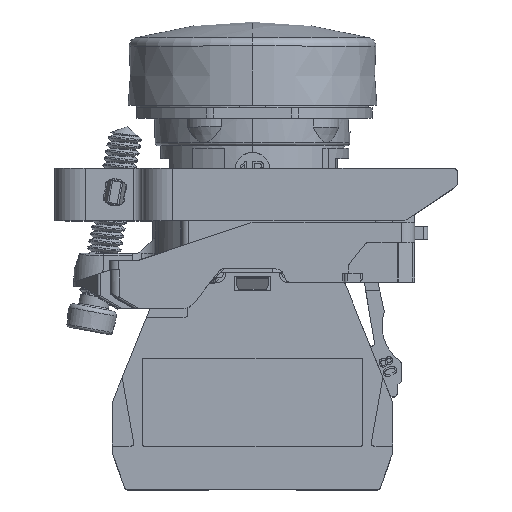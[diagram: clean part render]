
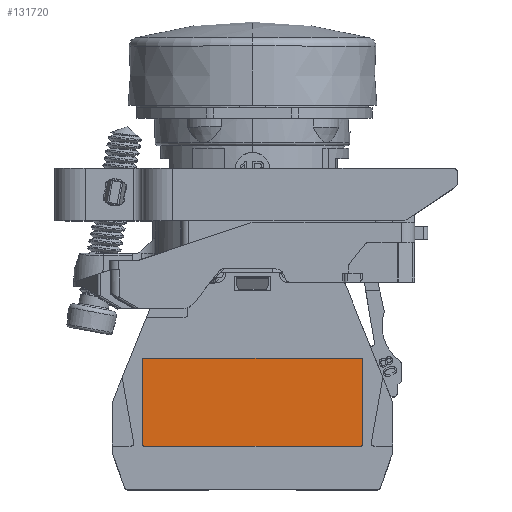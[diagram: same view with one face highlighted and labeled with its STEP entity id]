
A CAD part, top view. The second image highlights one B-rep face of the part: STEP entity #131720.
In plain terms, the highlighted face is planar.
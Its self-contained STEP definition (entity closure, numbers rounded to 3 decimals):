
#89887=CARTESIAN_POINT('',(-12.4,14.8,-4.75));
#89888=DIRECTION('',(0.,0.,-1.));
#89889=DIRECTION('',(-1.,0.,0.));
#89890=AXIS2_PLACEMENT_3D('',#89887,#89888,#89889);
#89892=DIRECTION('',(0.,1.,0.));
#89893=VECTOR('',#89892,9.6);
#89894=CARTESIAN_POINT('',(-12.6,5.2,-4.75));
#89895=LINE('',#89894,#89893);
#89896=CARTESIAN_POINT('',(-12.4,5.2,-4.75));
#89897=DIRECTION('',(0.,0.,-1.));
#89898=DIRECTION('',(0.,-1.,0.));
#89899=AXIS2_PLACEMENT_3D('',#89896,#89897,#89898);
#89901=DIRECTION('',(-1.,0.,0.));
#89902=VECTOR('',#89901,24.8);
#89903=CARTESIAN_POINT('',(12.4,5.,-4.75));
#89904=LINE('',#89903,#89902);
#89905=CARTESIAN_POINT('',(12.4,5.2,-4.75));
#89906=DIRECTION('',(0.,0.,-1.));
#89907=DIRECTION('',(1.,0.,0.));
#89908=AXIS2_PLACEMENT_3D('',#89905,#89906,#89907);
#89910=DIRECTION('',(0.,-1.,0.));
#89911=VECTOR('',#89910,9.6);
#89912=CARTESIAN_POINT('',(12.6,14.8,-4.75));
#89913=LINE('',#89912,#89911);
#89914=CARTESIAN_POINT('',(12.4,14.8,-4.75));
#89915=DIRECTION('',(0.,0.,-1.));
#89916=DIRECTION('',(0.,1.,0.));
#89917=AXIS2_PLACEMENT_3D('',#89914,#89915,#89916);
#89919=DIRECTION('',(1.,0.,0.));
#89920=VECTOR('',#89919,24.8);
#89921=CARTESIAN_POINT('',(-12.4,15.,-4.75));
#89922=LINE('',#89921,#89920);
#94814=CARTESIAN_POINT('',(-12.6,14.8,-4.75));
#94815=CARTESIAN_POINT('',(-12.4,15.,-4.75));
#94816=VERTEX_POINT('',#94814);
#94817=VERTEX_POINT('',#94815);
#94822=CARTESIAN_POINT('',(-12.4,5.,-4.75));
#94823=CARTESIAN_POINT('',(-12.6,5.2,-4.75));
#94824=VERTEX_POINT('',#94822);
#94825=VERTEX_POINT('',#94823);
#94830=CARTESIAN_POINT('',(12.6,5.2,-4.75));
#94831=CARTESIAN_POINT('',(12.4,5.,-4.75));
#94832=VERTEX_POINT('',#94830);
#94833=VERTEX_POINT('',#94831);
#94838=CARTESIAN_POINT('',(12.4,15.,-4.75));
#94839=CARTESIAN_POINT('',(12.6,14.8,-4.75));
#94840=VERTEX_POINT('',#94838);
#94841=VERTEX_POINT('',#94839);
#131699=CARTESIAN_POINT('',(0.,0.,-4.75));
#131700=DIRECTION('',(0.,0.,-1.));
#131701=DIRECTION('',(-1.,0.,0.));
#131702=AXIS2_PLACEMENT_3D('',#131699,#131700,#131701);
#131703=PLANE('',#131702);
#131705=ORIENTED_EDGE('',*,*,#131704,.F.);
#131707=ORIENTED_EDGE('',*,*,#131706,.F.);
#131708=ORIENTED_EDGE('',*,*,#131683,.F.);
#131709=ORIENTED_EDGE('',*,*,#131666,.F.);
#131711=ORIENTED_EDGE('',*,*,#131710,.F.);
#131713=ORIENTED_EDGE('',*,*,#131712,.F.);
#131715=ORIENTED_EDGE('',*,*,#131714,.F.);
#131717=ORIENTED_EDGE('',*,*,#131716,.F.);
#131718=EDGE_LOOP('',(#131705,#131707,#131708,#131709,#131711,#131713,#131715,
#131717));
#131719=FACE_OUTER_BOUND('',#131718,.F.);
#89891=CIRCLE('',#89890,0.2);
#89900=CIRCLE('',#89899,0.2);
#89909=CIRCLE('',#89908,0.2);
#89918=CIRCLE('',#89917,0.2);
#131666=EDGE_CURVE('',#94833,#94824,#89904,.T.);
#131683=EDGE_CURVE('',#94824,#94825,#89900,.T.);
#131704=EDGE_CURVE('',#94816,#94817,#89891,.T.);
#131706=EDGE_CURVE('',#94825,#94816,#89895,.T.);
#131710=EDGE_CURVE('',#94832,#94833,#89909,.T.);
#131712=EDGE_CURVE('',#94841,#94832,#89913,.T.);
#131714=EDGE_CURVE('',#94840,#94841,#89918,.T.);
#131716=EDGE_CURVE('',#94817,#94840,#89922,.T.);
#131720=ADVANCED_FACE('',(#131719),#131703,.T.);
